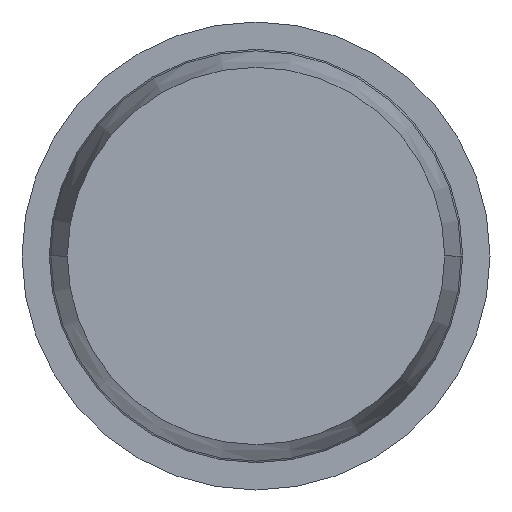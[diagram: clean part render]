
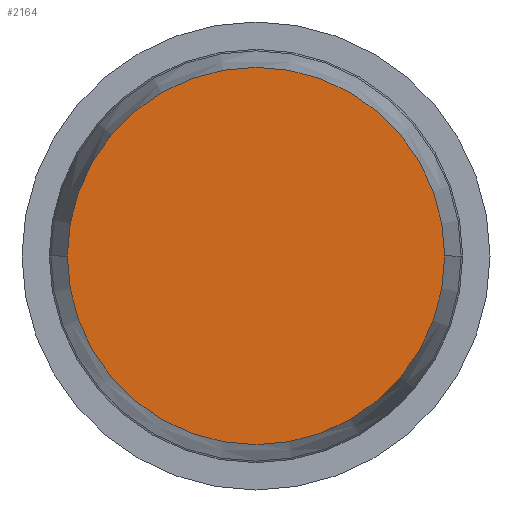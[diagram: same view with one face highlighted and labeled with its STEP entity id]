
A CAD part, front view. The second image highlights one B-rep face of the part: STEP entity #2164.
In plain terms, the highlighted planar face has unit normal (0, -1, 0).
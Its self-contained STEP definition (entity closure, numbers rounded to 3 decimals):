
#173 = CARTESIAN_POINT ( 'NONE',  ( 0., -19., 0. ) ) ;
#181 = EDGE_CURVE ( 'Defeature ausgef�hrt1_0+Defeature ausgef�hrt1_10+Defeature ausgef�hrt1_10+Defeature ausgef�hrt1_10', #2145, #1583, #2724, .T. ) ;
#191 = DIRECTION ( 'NONE',  ( 0., -1., 0. ) ) ;
#769 = DIRECTION ( 'NONE',  ( 1., 0., 0. ) ) ;
#1053 = CARTESIAN_POINT ( 'NONE',  ( 0., -19., 0. ) ) ;
#1064 = EDGE_LOOP ( 'NONE', ( #1730, #1569 ) ) ;
#1311 = CARTESIAN_POINT ( 'NONE',  ( -1.209, -19., 0. ) ) ;
#1556 = CIRCLE ( 'NONE', #3679, 1.209 ) ;
#1569 = ORIENTED_EDGE ( 'NONE', *, *, #2925, .T. ) ;
#1583 = VERTEX_POINT ( 'NONE', #2653 ) ;
#1730 = ORIENTED_EDGE ( 'NONE', *, *, #181, .T. ) ;
#1876 = DIRECTION ( 'NONE',  ( 0., -1., 0. ) ) ;
#2145 = VERTEX_POINT ( 'NONE', #1311 ) ;
#2164 = ADVANCED_FACE ( 'Defeature ausgef�hrt1_0', ( #3017 ), #3644, .T. ) ;
#2511 = AXIS2_PLACEMENT_3D ( 'NONE', #3375, #2767, #3339 ) ;
#2653 = CARTESIAN_POINT ( 'NONE',  ( 1.209, -19., 0. ) ) ;
#2724 = CIRCLE ( 'NONE', #3582, 1.209 ) ;
#2767 = DIRECTION ( 'NONE',  ( 0., -1., 0. ) ) ;
#2925 = EDGE_CURVE ( 'Defeature ausgef�hrt1_0+Defeature ausgef�hrt1_10+Defeature ausgef�hrt1_10+Defeature ausgef�hrt1_10', #1583, #2145, #1556, .T. ) ;
#3017 = FACE_OUTER_BOUND ( 'NONE', #1064, .T. ) ;
#3339 = DIRECTION ( 'NONE',  ( 1., 0., 0. ) ) ;
#3375 = CARTESIAN_POINT ( 'NONE',  ( 0., -19., 0. ) ) ;
#3582 = AXIS2_PLACEMENT_3D ( 'NONE', #173, #1876, #769 ) ;
#3644 = PLANE ( 'NONE',  #2511 ) ;
#3679 = AXIS2_PLACEMENT_3D ( 'NONE', #1053, #191, #3683 ) ;
#3683 = DIRECTION ( 'NONE',  ( 1., 0., 0. ) ) ;
